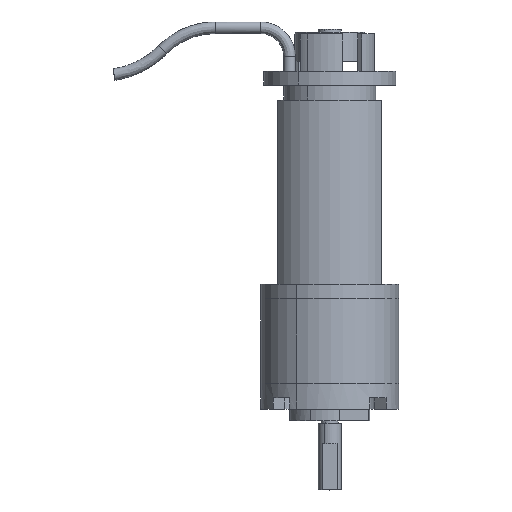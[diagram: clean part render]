
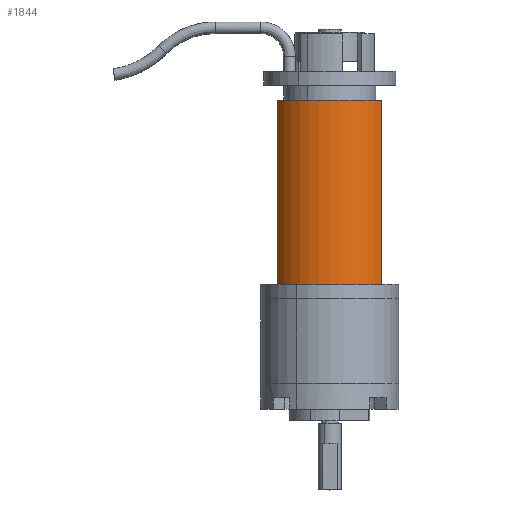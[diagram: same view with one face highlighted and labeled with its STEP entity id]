
A CAD part, top view. The second image highlights one B-rep face of the part: STEP entity #1844.
In plain terms, the highlighted cylindrical face has radius 10.545 mm (diameter 21.09 mm), a partial arc.
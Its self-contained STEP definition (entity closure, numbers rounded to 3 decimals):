
#1805=CARTESIAN_POINT('Axis2P3D Location',(0.,51.7,0.)) ;
#1810=CARTESIAN_POINT('Line Origine',(-9.,51.7,5.495)) ;
#1814=CARTESIAN_POINT('Vertex',(-9.,35.7,5.495)) ;
#1816=CARTESIAN_POINT('Vertex',(-9.,67.7,5.495)) ;
#1819=CARTESIAN_POINT('Axis2P3D Location',(0.,35.7,0.)) ;
#1823=CARTESIAN_POINT('Vertex',(9.,35.7,5.495)) ;
#1826=CARTESIAN_POINT('Line Origine',(9.,51.7,5.495)) ;
#1830=CARTESIAN_POINT('Vertex',(9.,67.7,5.495)) ;
#1833=CARTESIAN_POINT('Axis2P3D Location',(0.,67.7,0.)) ;
#1806=DIRECTION('Axis2P3D Direction',(0.,1.,-0.)) ;
#1807=DIRECTION('Axis2P3D XDirection',(-0.853,0.,0.521)) ;
#1811=DIRECTION('Vector Direction',(0.,1.,0.)) ;
#1820=DIRECTION('Axis2P3D Direction',(0.,1.,-0.)) ;
#1827=DIRECTION('Vector Direction',(0.,1.,0.)) ;
#1834=DIRECTION('Axis2P3D Direction',(0.,1.,-0.)) ;
#1808=AXIS2_PLACEMENT_3D('Cylinder Axis2P3D',#1805,#1806,#1807) ;
#1821=AXIS2_PLACEMENT_3D('Circle Axis2P3D',#1819,#1820,$) ;
#1835=AXIS2_PLACEMENT_3D('Circle Axis2P3D',#1833,#1834,$) ;
#1839=ORIENTED_EDGE('',*,*,#1818,.F.) ;
#1840=ORIENTED_EDGE('',*,*,#1825,.T.) ;
#1841=ORIENTED_EDGE('',*,*,#1832,.T.) ;
#1842=ORIENTED_EDGE('',*,*,#1837,.F.) ;
#1812=VECTOR('Line Direction',#1811,1.) ;
#1828=VECTOR('Line Direction',#1827,1.) ;
#1844=ADVANCED_FACE('Corps de pi\X2\00E8\X0\ce.3',(#1843),#1809,.T.) ;
#1822=CIRCLE('generated circle',#1821,10.545) ;
#1836=CIRCLE('generated circle',#1835,10.545) ;
#1809=CYLINDRICAL_SURFACE('generated cylinder',#1808,10.545) ;
#1818=EDGE_CURVE('',#1815,#1817,#1813,.T.) ;
#1825=EDGE_CURVE('',#1815,#1824,#1822,.T.) ;
#1832=EDGE_CURVE('',#1824,#1831,#1829,.T.) ;
#1837=EDGE_CURVE('',#1817,#1831,#1836,.T.) ;
#1838=EDGE_LOOP('',(#1839,#1840,#1841,#1842)) ;
#1843=FACE_OUTER_BOUND('',#1838,.T.) ;
#1813=LINE('Line',#1810,#1812) ;
#1829=LINE('Line',#1826,#1828) ;
#1815=VERTEX_POINT('',#1814) ;
#1817=VERTEX_POINT('',#1816) ;
#1824=VERTEX_POINT('',#1823) ;
#1831=VERTEX_POINT('',#1830) ;
